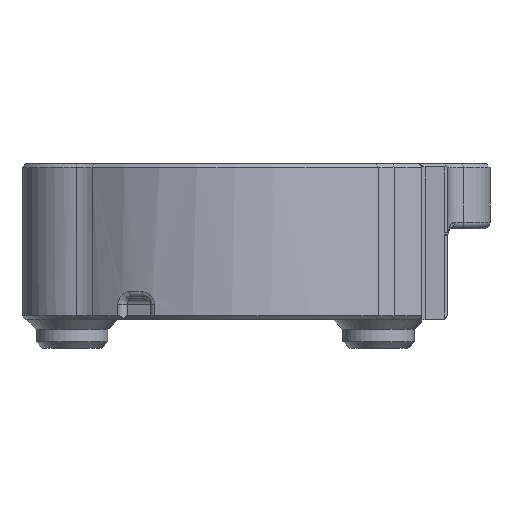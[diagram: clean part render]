
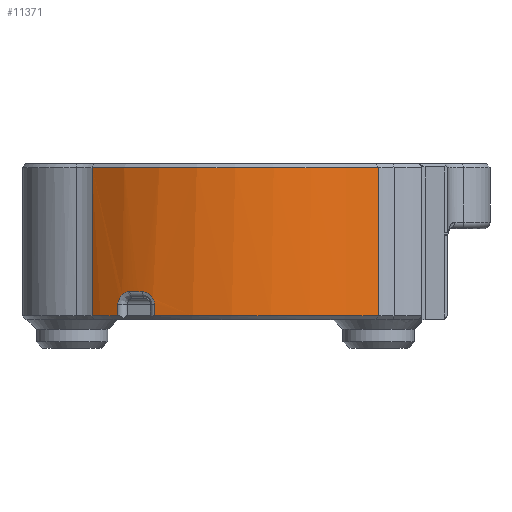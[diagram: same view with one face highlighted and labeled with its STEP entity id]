
A CAD part, left-side view. The second image highlights one B-rep face of the part: STEP entity #11371.
In plain terms, the highlighted cylindrical face has radius 35.44 mm (diameter 70.881 mm), a partial arc.
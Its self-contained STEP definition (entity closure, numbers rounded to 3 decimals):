
#1115=FACE_OUTER_BOUND('',#1798,.T.);
#1798=EDGE_LOOP('',(#10290,#10291,#10292,#10293,#10294,#10295,#10296,#10297,
#10298,#10299));
#1953=CIRCLE('',#11844,35.44);
#1956=CIRCLE('',#11855,35.44);
#2026=CIRCLE('',#11993,35.44);
#2030=CIRCLE('',#12006,35.44);
#2614=B_SPLINE_CURVE_WITH_KNOTS('',3,(#26682,#26683,#26684,#26685,#26686),
 .UNSPECIFIED.,.F.,.F.,(4,1,4),(0.,0.136,0.318),
 .UNSPECIFIED.);
#2616=B_SPLINE_CURVE_WITH_KNOTS('',3,(#26726,#26727,#26728,#26729,#26730),
 .UNSPECIFIED.,.F.,.F.,(4,1,4),(0.,0.135,0.315),
 .UNSPECIFIED.);
#2688=B_SPLINE_CURVE_WITH_KNOTS('',3,(#29997,#29998,#29999,#30000),
 .UNSPECIFIED.,.F.,.F.,(4,4),(-2.34,-0.06),.UNSPECIFIED.);
#2690=B_SPLINE_CURVE_WITH_KNOTS('',3,(#30007,#30008,#30009,#30010),
 .UNSPECIFIED.,.F.,.F.,(4,4),(0.06,2.34),.UNSPECIFIED.);
#3393=LINE('',#26633,#4260);
#3394=LINE('',#26742,#4261);
#4260=VECTOR('',#13529,10.);
#4261=VECTOR('',#13544,10.);
#5335=VERTEX_POINT('',#26630);
#5336=VERTEX_POINT('',#26632);
#5338=VERTEX_POINT('',#26680);
#5340=VERTEX_POINT('',#26689);
#5342=VERTEX_POINT('',#26724);
#5344=VERTEX_POINT('',#26733);
#5352=VERTEX_POINT('',#26799);
#5477=VERTEX_POINT('',#29400);
#5478=VERTEX_POINT('',#29407);
#5490=VERTEX_POINT('',#29996);
#6838=EDGE_CURVE('',#5335,#5336,#3393,.T.);
#6842=EDGE_CURVE('',#5338,#5335,#2614,.T.);
#6844=EDGE_CURVE('',#5340,#5338,#1953,.T.);
#6848=EDGE_CURVE('',#5342,#5340,#2616,.T.);
#6850=EDGE_CURVE('',#5344,#5342,#3394,.T.);
#6865=EDGE_CURVE('',#5336,#5352,#1956,.T.);
#7092=EDGE_CURVE('',#5477,#5478,#2026,.T.);
#7125=EDGE_CURVE('',#5478,#5490,#2688,.T.);
#7127=EDGE_CURVE('',#5490,#5344,#2030,.T.);
#7128=EDGE_CURVE('',#5352,#5477,#2690,.T.);
#10290=ORIENTED_EDGE('',*,*,#6850,.F.);
#10291=ORIENTED_EDGE('',*,*,#7127,.F.);
#10292=ORIENTED_EDGE('',*,*,#7125,.F.);
#10293=ORIENTED_EDGE('',*,*,#7092,.F.);
#10294=ORIENTED_EDGE('',*,*,#7128,.F.);
#10295=ORIENTED_EDGE('',*,*,#6865,.F.);
#10296=ORIENTED_EDGE('',*,*,#6838,.F.);
#10297=ORIENTED_EDGE('',*,*,#6842,.F.);
#10298=ORIENTED_EDGE('',*,*,#6844,.F.);
#10299=ORIENTED_EDGE('',*,*,#6848,.F.);
#10787=CYLINDRICAL_SURFACE('',#12005,35.44);
#11371=ADVANCED_FACE('',(#1115),#10787,.T.);
#11844=AXIS2_PLACEMENT_3D('',#26691,#13536,#13537);
#11855=AXIS2_PLACEMENT_3D('',#26800,#13565,#13566);
#11993=AXIS2_PLACEMENT_3D('',#29409,#13942,#13943);
#12005=AXIS2_PLACEMENT_3D('',#30005,#13980,#13981);
#12006=AXIS2_PLACEMENT_3D('',#30006,#13982,#13983);
#13529=DIRECTION('',(0.,0.,-1.));
#13536=DIRECTION('center_axis',(0.,0.,-1.));
#13537=DIRECTION('ref_axis',(-0.904,0.427,0.));
#13544=DIRECTION('',(0.,0.,1.));
#13565=DIRECTION('center_axis',(0.,0.,-1.));
#13566=DIRECTION('ref_axis',(-0.756,0.654,0.));
#13942=DIRECTION('center_axis',(0.,0.,1.));
#13943=DIRECTION('ref_axis',(-0.756,0.654,0.));
#13980=DIRECTION('center_axis',(0.,0.,1.));
#13981=DIRECTION('ref_axis',(-0.756,0.654,0.));
#13982=DIRECTION('center_axis',(0.,0.,-1.));
#13983=DIRECTION('ref_axis',(-0.756,0.654,0.));
#26630=CARTESIAN_POINT('',(-43.893,16.551,11.8));
#26632=CARTESIAN_POINT('',(-43.893,16.551,10.1));
#26633=CARTESIAN_POINT('',(-43.893,16.551,9.5));
#26680=CARTESIAN_POINT('',(-44.911,14.708,13.8));
#26682=CARTESIAN_POINT('Ctrl Pts',(-44.911,14.708,13.8));
#26683=CARTESIAN_POINT('Ctrl Pts',(-44.698,15.123,13.8));
#26684=CARTESIAN_POINT('Ctrl Pts',(-44.175,16.082,13.443));
#26685=CARTESIAN_POINT('Ctrl Pts',(-43.893,16.551,12.405));
#26686=CARTESIAN_POINT('Ctrl Pts',(-43.893,16.551,11.8));
#26689=CARTESIAN_POINT('',(-45.808,12.828,13.8));
#26691=CARTESIAN_POINT('Origin',(-13.391,-1.495,13.8));
#26724=CARTESIAN_POINT('',(-46.588,10.914,11.8));
#26726=CARTESIAN_POINT('Ctrl Pts',(-46.588,10.914,11.8));
#26727=CARTESIAN_POINT('Ctrl Pts',(-46.588,10.914,12.25));
#26728=CARTESIAN_POINT('Ctrl Pts',(-46.459,11.271,13.301));
#26729=CARTESIAN_POINT('Ctrl Pts',(-46.058,12.264,13.8));
#26730=CARTESIAN_POINT('Ctrl Pts',(-45.808,12.828,13.8));
#26733=CARTESIAN_POINT('',(-46.588,10.914,10.1));
#26742=CARTESIAN_POINT('',(-46.588,10.914,9.5));
#26799=CARTESIAN_POINT('',(-41.156,20.531,10.1));
#26800=CARTESIAN_POINT('Origin',(-13.391,-1.495,10.1));
#29400=CARTESIAN_POINT('',(-41.156,20.531,32.9));
#29407=CARTESIAN_POINT('',(-41.147,-23.532,32.9));
#29409=CARTESIAN_POINT('Origin',(-13.391,-1.495,32.9));
#29996=CARTESIAN_POINT('',(-41.147,-23.532,10.1));
#29997=CARTESIAN_POINT('Ctrl Pts',(-41.147,-23.532,
32.9));
#29998=CARTESIAN_POINT('Ctrl Pts',(-41.147,-23.532,
25.3));
#29999=CARTESIAN_POINT('Ctrl Pts',(-41.147,-23.532,
17.7));
#30000=CARTESIAN_POINT('Ctrl Pts',(-41.147,-23.532,
10.1));
#30005=CARTESIAN_POINT('Origin',(-13.391,-1.495,9.5));
#30006=CARTESIAN_POINT('Origin',(-13.391,-1.495,10.1));
#30007=CARTESIAN_POINT('Ctrl Pts',(-41.156,20.531,10.1));
#30008=CARTESIAN_POINT('Ctrl Pts',(-41.156,20.531,17.7));
#30009=CARTESIAN_POINT('Ctrl Pts',(-41.156,20.531,25.3));
#30010=CARTESIAN_POINT('Ctrl Pts',(-41.156,20.531,32.9));
